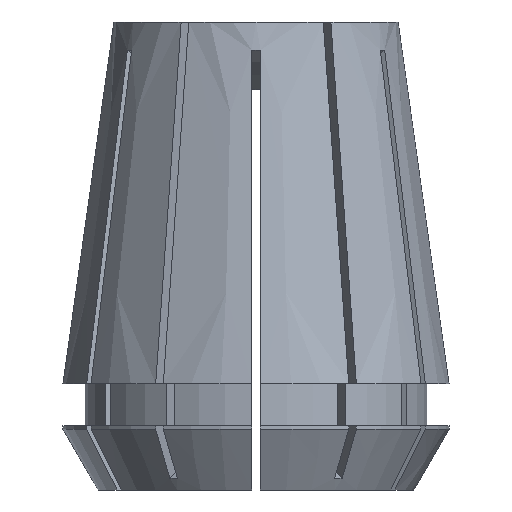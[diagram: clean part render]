
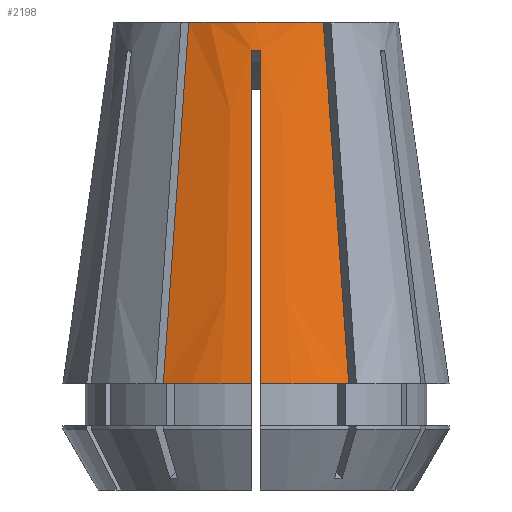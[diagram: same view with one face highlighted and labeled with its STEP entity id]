
A CAD part, front view. The second image highlights one B-rep face of the part: STEP entity #2198.
In plain terms, the highlighted conical face has half-angle 8 degrees and reference radius 16.5 mm.
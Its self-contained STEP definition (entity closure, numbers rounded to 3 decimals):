
#208 = AXIS2_PLACEMENT_3D ( 'NONE', #4219, #4546, #2728 ) ;
#222 = CARTESIAN_POINT ( 'NONE',  ( 7.237, -13.285, -21.136 ) ) ;
#268 = CARTESIAN_POINT ( 'NONE',  ( -0.375, -13.825, -11.902 ) ) ;
#381 = CIRCLE ( 'NONE', #2434, 16.5 ) ;
#533 = ORIENTED_EDGE ( 'NONE', *, *, #1617, .F. ) ;
#621 = CONICAL_SURFACE ( 'NONE', #208, 16.5, 0.14 ) ;
#708 = EDGE_LOOP ( 'NONE', ( #4098, #533, #3795, #1017, #709, #3317, #4616, #4626 ) ) ;
#709 = ORIENTED_EDGE ( 'NONE', *, *, #2441, .T. ) ;
#764 = B_SPLINE_CURVE_WITH_KNOTS ( 'NONE', 3,
 ( #927, #1075, #1307, #1368, #1403, #1416, #1420 ),
 .UNSPECIFIED., .F., .F.,
 ( 4, 3, 4 ),
 ( 0., 0.021, 0.031 ),
 .UNSPECIFIED. ) ;
#795 = CARTESIAN_POINT ( 'NONE',  ( 0., 0., 0. ) ) ;
#836 = CARTESIAN_POINT ( 'NONE',  ( -7.923, -14.474, -30.9 ) ) ;
#842 = AXIS2_PLACEMENT_3D ( 'NONE', #795, #3301, #2981 ) ;
#873 = DIRECTION ( 'NONE',  ( 1., 0., 0. ) ) ;
#880 = CARTESIAN_POINT ( 'NONE',  ( 0.375, -12.49, -2.403 ) ) ;
#899 = VERTEX_POINT ( 'NONE', #836 ) ;
#918 = CARTESIAN_POINT ( 'NONE',  ( 7.695, -14.077, -27.645 ) ) ;
#927 = CARTESIAN_POINT ( 'NONE',  ( -5.751, -10.711, 0. ) ) ;
#1017 = ORIENTED_EDGE ( 'NONE', *, *, #2287, .T. ) ;
#1075 = CARTESIAN_POINT ( 'NONE',  ( -6.246, -11.569, -7.045 ) ) ;
#1148 = CARTESIAN_POINT ( 'NONE',  ( 0.375, -16.496, -30.9 ) ) ;
#1230 = EDGE_CURVE ( 'NONE', #3386, #2211, #4393, .T. ) ;
#1307 = CARTESIAN_POINT ( 'NONE',  ( -6.742, -12.427, -14.091 ) ) ;
#1368 = CARTESIAN_POINT ( 'NONE',  ( -7.237, -13.285, -21.136 ) ) ;
#1403 = CARTESIAN_POINT ( 'NONE',  ( -7.466, -13.681, -24.391 ) ) ;
#1407 = VERTEX_POINT ( 'NONE', #3772 ) ;
#1416 = CARTESIAN_POINT ( 'NONE',  ( -7.695, -14.077, -27.645 ) ) ;
#1420 = CARTESIAN_POINT ( 'NONE',  ( -7.923, -14.474, -30.9 ) ) ;
#1436 = CARTESIAN_POINT ( 'NONE',  ( -0.375, -12.49, -2.403 ) ) ;
#1487 = CIRCLE ( 'NONE', #842, 12.158 ) ;
#1493 = CARTESIAN_POINT ( 'NONE',  ( 0.375, -12.49, -2.403 ) ) ;
#1495 = DIRECTION ( 'NONE',  ( 0., 0., 1. ) ) ;
#1519 = CARTESIAN_POINT ( 'NONE',  ( 0., 0., -30.9 ) ) ;
#1532 = CARTESIAN_POINT ( 'NONE',  ( -0.375, -16.496, -30.9 ) ) ;
#1617 = EDGE_CURVE ( 'NONE', #1407, #3386, #1487, .T. ) ;
#1698 = CARTESIAN_POINT ( 'NONE',  ( 0.375, -12.49, -2.403 ) ) ;
#1861 = EDGE_CURVE ( 'NONE', #3047, #2211, #3705, .T. ) ;
#1875 = B_SPLINE_CURVE_WITH_KNOTS ( 'NONE', 3,
 ( #4303, #3536, #268, #2850 ),
 .UNSPECIFIED., .F., .F.,
 ( 4, 4 ),
 ( 0.024, 0.052 ),
 .UNSPECIFIED. ) ;
#1912 = CARTESIAN_POINT ( 'NONE',  ( 7.923, -14.474, -30.9 ) ) ;
#1963 = CARTESIAN_POINT ( 'NONE',  ( 0.375, -16.496, -30.9 ) ) ;
#2020 = EDGE_CURVE ( 'NONE', #1407, #899, #764, .T. ) ;
#2040 = VERTEX_POINT ( 'NONE', #1532 ) ;
#2055 = CARTESIAN_POINT ( 'NONE',  ( 7.466, -13.681, -24.391 ) ) ;
#2198 = ADVANCED_FACE ( 'NONE', ( #2692 ), #621, .T. ) ;
#2211 = VERTEX_POINT ( 'NONE', #3172 ) ;
#2287 = EDGE_CURVE ( 'NONE', #899, #2040, #381, .T. ) ;
#2434 = AXIS2_PLACEMENT_3D ( 'NONE', #1519, #1495, #873 ) ;
#2441 = EDGE_CURVE ( 'NONE', #2040, #2528, #1875, .T. ) ;
#2528 = VERTEX_POINT ( 'NONE', #1436 ) ;
#2583 = EDGE_CURVE ( 'NONE', #2528, #3913, #3903, .T. ) ;
#2692 = FACE_OUTER_BOUND ( 'NONE', #708, .T. ) ;
#2728 = DIRECTION ( 'NONE',  ( -1., 0., 0. ) ) ;
#2749 = EDGE_CURVE ( 'NONE', #3047, #3913, #3523, .T. ) ;
#2850 = CARTESIAN_POINT ( 'NONE',  ( -0.375, -12.49, -2.403 ) ) ;
#2935 = CARTESIAN_POINT ( 'NONE',  ( -0.125, -12.497, -2.399 ) ) ;
#2981 = DIRECTION ( 'NONE',  ( 1., 0., 0. ) ) ;
#3047 = VERTEX_POINT ( 'NONE', #1148 ) ;
#3060 = CARTESIAN_POINT ( 'NONE',  ( 0.375, -13.825, -11.902 ) ) ;
#3172 = CARTESIAN_POINT ( 'NONE',  ( 7.923, -14.474, -30.9 ) ) ;
#3177 = CARTESIAN_POINT ( 'NONE',  ( 5.751, -10.711, 0. ) ) ;
#3301 = DIRECTION ( 'NONE',  ( 0., 0., 1. ) ) ;
#3317 = ORIENTED_EDGE ( 'NONE', *, *, #2583, .T. ) ;
#3386 = VERTEX_POINT ( 'NONE', #3875 ) ;
#3510 = CARTESIAN_POINT ( 'NONE',  ( 6.246, -11.569, -7.045 ) ) ;
#3514 = CARTESIAN_POINT ( 'NONE',  ( 6.742, -12.427, -14.091 ) ) ;
#3523 = B_SPLINE_CURVE_WITH_KNOTS ( 'NONE', 3,
 ( #1963, #4161, #3060, #880 ),
 .UNSPECIFIED., .F., .F.,
 ( 4, 4 ),
 ( 0.024, 0.052 ),
 .UNSPECIFIED. ) ;
#3536 = CARTESIAN_POINT ( 'NONE',  ( -0.375, -15.161, -21.401 ) ) ;
#3652 = CARTESIAN_POINT ( 'NONE',  ( -0.375, -12.49, -2.403 ) ) ;
#3669 = CARTESIAN_POINT ( 'NONE',  ( 0.125, -12.497, -2.399 ) ) ;
#3705 = CIRCLE ( 'NONE', #4021, 16.5 ) ;
#3772 = CARTESIAN_POINT ( 'NONE',  ( -5.751, -10.711, 0. ) ) ;
#3795 = ORIENTED_EDGE ( 'NONE', *, *, #2020, .T. ) ;
#3875 = CARTESIAN_POINT ( 'NONE',  ( 5.751, -10.711, 0. ) ) ;
#3903 = B_SPLINE_CURVE_WITH_KNOTS ( 'NONE', 3,
 ( #3652, #2935, #3669, #1493 ),
 .UNSPECIFIED., .F., .F.,
 ( 4, 4 ),
 ( 0., 0.001 ),
 .UNSPECIFIED. ) ;
#3913 = VERTEX_POINT ( 'NONE', #1698 ) ;
#4021 = AXIS2_PLACEMENT_3D ( 'NONE', #4112, #4149, #4175 ) ;
#4098 = ORIENTED_EDGE ( 'NONE', *, *, #1230, .F. ) ;
#4112 = CARTESIAN_POINT ( 'NONE',  ( 0., 0., -30.9 ) ) ;
#4149 = DIRECTION ( 'NONE',  ( 0., 0., 1. ) ) ;
#4161 = CARTESIAN_POINT ( 'NONE',  ( 0.375, -15.161, -21.401 ) ) ;
#4175 = DIRECTION ( 'NONE',  ( 1., 0., 0. ) ) ;
#4219 = CARTESIAN_POINT ( 'NONE',  ( 0., 0., -30.9 ) ) ;
#4303 = CARTESIAN_POINT ( 'NONE',  ( -0.375, -16.496, -30.9 ) ) ;
#4393 = B_SPLINE_CURVE_WITH_KNOTS ( 'NONE', 3,
 ( #3177, #3510, #3514, #222, #2055, #918, #1912 ),
 .UNSPECIFIED., .F., .F.,
 ( 4, 3, 4 ),
 ( 0., 0.021, 0.031 ),
 .UNSPECIFIED. ) ;
#4546 = DIRECTION ( 'NONE',  ( 0., 0., -1. ) ) ;
#4616 = ORIENTED_EDGE ( 'NONE', *, *, #2749, .F. ) ;
#4626 = ORIENTED_EDGE ( 'NONE', *, *, #1861, .T. ) ;
